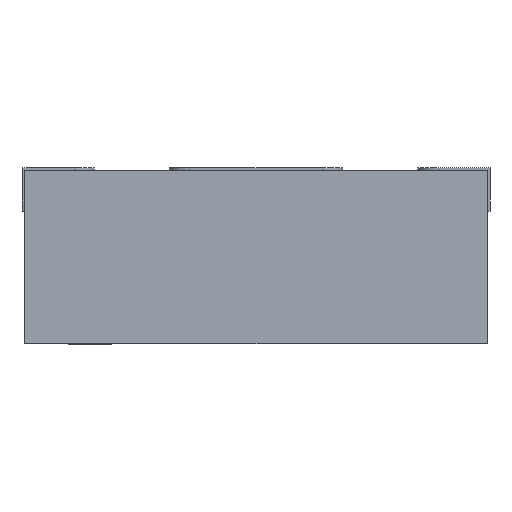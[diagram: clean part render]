
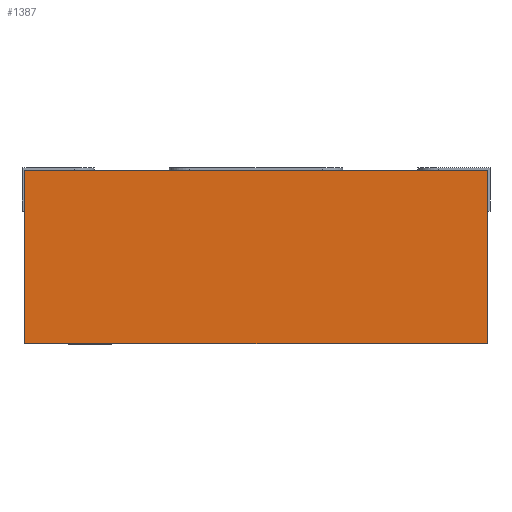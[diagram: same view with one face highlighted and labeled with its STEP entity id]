
A CAD part, left-side view. The second image highlights one B-rep face of the part: STEP entity #1387.
In plain terms, the highlighted planar face has unit normal (-1, 0, 0).
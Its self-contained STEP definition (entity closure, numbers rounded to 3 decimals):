
#139=FACE_OUTER_BOUND('',#209,.T.);
#209=EDGE_LOOP('',(#1221,#1222,#1223,#1224));
#369=LINE('',#2255,#533);
#371=LINE('',#2259,#535);
#372=LINE('',#2261,#536);
#373=LINE('',#2262,#537);
#533=VECTOR('',#1853,1.6);
#535=VECTOR('',#1857,0.6);
#536=VECTOR('',#1858,1.6);
#537=VECTOR('',#1859,0.6);
#669=VERTEX_POINT('',#2252);
#670=VERTEX_POINT('',#2254);
#671=VERTEX_POINT('',#2258);
#672=VERTEX_POINT('',#2260);
#863=EDGE_CURVE('',#670,#669,#369,.T.);
#865=EDGE_CURVE('',#671,#669,#371,.T.);
#866=EDGE_CURVE('',#671,#672,#372,.T.);
#867=EDGE_CURVE('',#672,#670,#373,.T.);
#1221=ORIENTED_EDGE('',*,*,#863,.T.);
#1222=ORIENTED_EDGE('',*,*,#865,.F.);
#1223=ORIENTED_EDGE('',*,*,#866,.T.);
#1224=ORIENTED_EDGE('',*,*,#867,.T.);
#1317=PLANE('',#1494);
#1387=ADVANCED_FACE('',(#139),#1317,.T.);
#1494=AXIS2_PLACEMENT_3D('',#2257,#1855,#1856);
#1853=DIRECTION('',(0.,1.,0.));
#1855=DIRECTION('center_axis',(-1.,0.,0.));
#1856=DIRECTION('ref_axis',(0.,0.,1.));
#1857=DIRECTION('',(0.,0.,1.));
#1858=DIRECTION('',(0.,-1.,0.));
#1859=DIRECTION('',(0.,0.,1.));
#2252=CARTESIAN_POINT('',(-0.8,0.8,0.6));
#2254=CARTESIAN_POINT('',(-0.8,-0.8,0.6));
#2255=CARTESIAN_POINT('',(-0.8,0.8,0.6));
#2257=CARTESIAN_POINT('Origin',(-0.8,-0.8,0.));
#2258=CARTESIAN_POINT('',(-0.8,0.8,0.));
#2259=CARTESIAN_POINT('',(-0.8,0.8,0.));
#2260=CARTESIAN_POINT('',(-0.8,-0.8,0.));
#2261=CARTESIAN_POINT('',(-0.8,0.8,0.));
#2262=CARTESIAN_POINT('',(-0.8,-0.8,0.));
